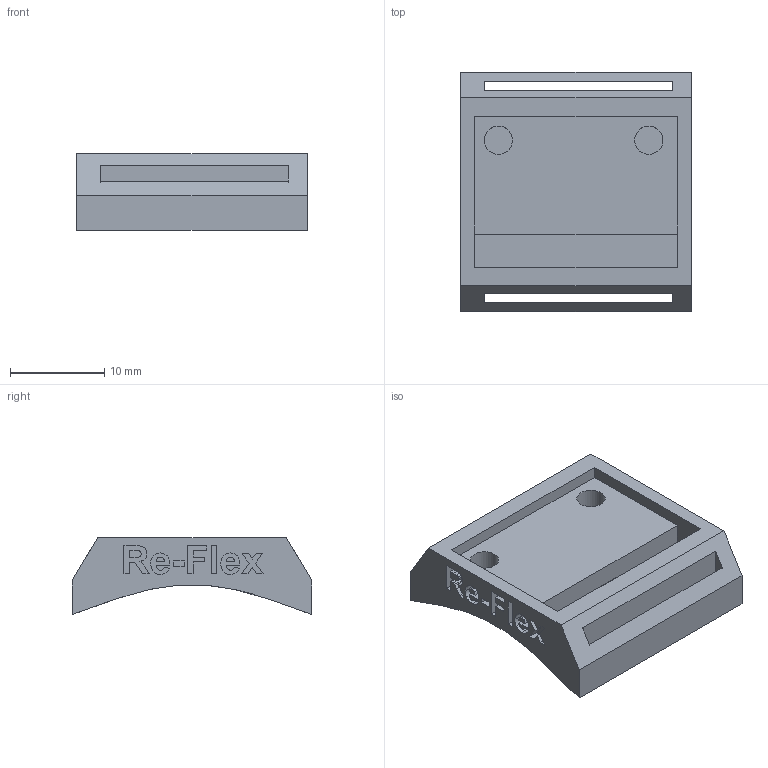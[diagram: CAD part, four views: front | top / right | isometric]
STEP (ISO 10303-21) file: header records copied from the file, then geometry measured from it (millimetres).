
FILE_DESCRIPTION(/* description */ (''),/* implementation_level */ '2;1');
FILE_NAME(/* name */ 'Re-Flex IMU Finger Holder.step',/* time_stamp */ '2021-03-30T22:33:37-04:00',/* author */ (''),/* organization */ (''),/* preprocessor_version */ 'ST-DEVELOPER v18.1',/* originating_system */ 'Autodesk Translation Framework v9.10.0.1330',/* authorisation */ '');
FILE_SCHEMA (('AUTOMOTIVE_DESIGN { 1 0 10303 214 3 1 1 }'));
Length unit declared in the file: millimetre
Products named in the file (1): Re-Flex IMU Finger Holder
Bounding box: 24.5 x 25.43 x 8.17 mm (x, y, z)
Volume: 2654.6 mm3; surface area: 2560.3 mm2
Topology: 1 solids, 1 shells, 134 faces, 357 edges, 238 vertices
Faces by surface type: plane 83, bspline 49, cylinder 2
Full cylindrical faces by diameter (mm): 3 x2
Entity records: 4653 total; most frequent: CARTESIAN_POINT 1603, ORIENTED_EDGE 714, DIRECTION 435, EDGE_CURVE 357, LINE 255, VECTOR 255, VERTEX_POINT 238, EDGE_LOOP 151
